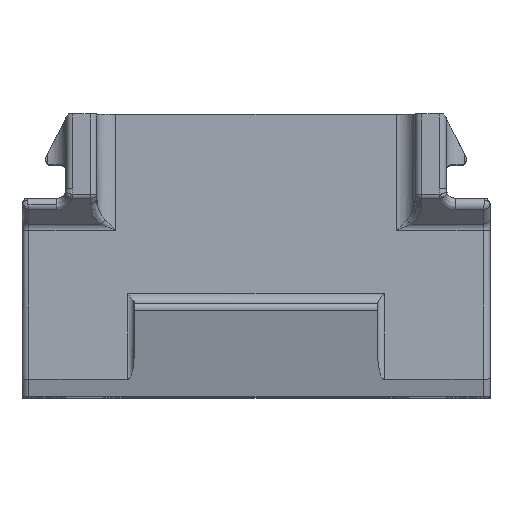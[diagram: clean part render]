
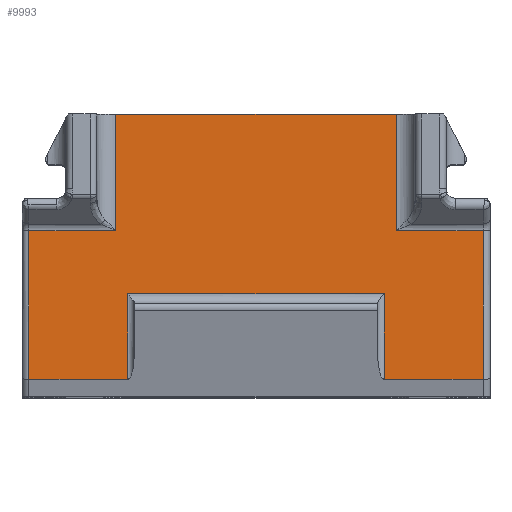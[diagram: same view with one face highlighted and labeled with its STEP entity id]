
A CAD part, top view. The second image highlights one B-rep face of the part: STEP entity #9993.
In plain terms, the highlighted planar face has unit normal (0, 0, 1).
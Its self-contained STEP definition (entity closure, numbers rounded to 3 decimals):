
#319 = LINE ( 'NONE', #5386, #9950 ) ;
#335 = DIRECTION ( 'NONE',  ( 0., 1., 0. ) ) ;
#782 = LINE ( 'NONE', #6827, #10320 ) ;
#789 = CARTESIAN_POINT ( 'NONE',  ( -7.5, -1.731, 20.4 ) ) ;
#834 = EDGE_CURVE ( 'NONE', #2785, #6313, #5137, .T. ) ;
#1099 = LINE ( 'NONE', #2247, #2454 ) ;
#1157 = DIRECTION ( 'NONE',  ( 0., -1., 0. ) ) ;
#1243 = CARTESIAN_POINT ( 'NONE',  ( -12.5, -1.731, 20.4 ) ) ;
#1305 = EDGE_CURVE ( 'NONE', #1926, #6198, #9915, .T. ) ;
#1391 = ORIENTED_EDGE ( 'NONE', *, *, #1305, .F. ) ;
#1424 = LINE ( 'NONE', #1538, #9016 ) ;
#1454 = VECTOR ( 'NONE', #3812, 1000. ) ;
#1476 = VECTOR ( 'NONE', #3192, 1000. ) ;
#1538 = CARTESIAN_POINT ( 'NONE',  ( 8.5, 4.5, 20.4 ) ) ;
#1577 = EDGE_CURVE ( 'NONE', #2785, #6198, #3529, .T. ) ;
#1749 = CARTESIAN_POINT ( 'NONE',  ( -12.14, -9.672, 20.4 ) ) ;
#1926 = VERTEX_POINT ( 'NONE', #8319 ) ;
#2103 = CARTESIAN_POINT ( 'NONE',  ( 12.14, -1.731, 20.4 ) ) ;
#2247 = CARTESIAN_POINT ( 'NONE',  ( 12.5, -5.1, 20.4 ) ) ;
#2267 = VECTOR ( 'NONE', #4265, 1000. ) ;
#2426 = EDGE_LOOP ( 'NONE', ( #3037, #2622, #5262, #10046, #3859, #4065, #7253, #3179, #1391, #3924, #7147, #5430 ) ) ;
#2454 = VECTOR ( 'NONE', #9655, 1000. ) ;
#2622 = ORIENTED_EDGE ( 'NONE', *, *, #8040, .T. ) ;
#2699 = CARTESIAN_POINT ( 'NONE',  ( -6.86, -9.672, 20.4 ) ) ;
#2785 = VERTEX_POINT ( 'NONE', #8855 ) ;
#2883 = PLANE ( 'NONE',  #7400 ) ;
#2903 = VECTOR ( 'NONE', #335, 1000. ) ;
#2988 = VERTEX_POINT ( 'NONE', #9515 ) ;
#2989 = VERTEX_POINT ( 'NONE', #4606 ) ;
#3037 = ORIENTED_EDGE ( 'NONE', *, *, #8755, .F. ) ;
#3179 = ORIENTED_EDGE ( 'NONE', *, *, #1577, .T. ) ;
#3192 = DIRECTION ( 'NONE',  ( 1., 0., 0. ) ) ;
#3357 = LINE ( 'NONE', #789, #2267 ) ;
#3529 = LINE ( 'NONE', #2103, #9111 ) ;
#3756 = CARTESIAN_POINT ( 'NONE',  ( -6.86, -5.1, 20.4 ) ) ;
#3812 = DIRECTION ( 'NONE',  ( 0., 1., 0. ) ) ;
#3859 = ORIENTED_EDGE ( 'NONE', *, *, #8348, .T. ) ;
#3917 = VECTOR ( 'NONE', #6082, 1000. ) ;
#3924 = ORIENTED_EDGE ( 'NONE', *, *, #9120, .T. ) ;
#3963 = FACE_OUTER_BOUND ( 'NONE', #2426, .T. ) ;
#4065 = ORIENTED_EDGE ( 'NONE', *, *, #10776, .T. ) ;
#4127 = EDGE_CURVE ( 'NONE', #5934, #6499, #8015, .T. ) ;
#4265 = DIRECTION ( 'NONE',  ( 0., -1., 0. ) ) ;
#4445 = LINE ( 'NONE', #7856, #2903 ) ;
#4606 = CARTESIAN_POINT ( 'NONE',  ( 6.86, -5.1, 20.4 ) ) ;
#4965 = DIRECTION ( 'NONE',  ( -1., 0., 0. ) ) ;
#5137 = LINE ( 'NONE', #7645, #3917 ) ;
#5184 = VECTOR ( 'NONE', #9078, 1000. ) ;
#5262 = ORIENTED_EDGE ( 'NONE', *, *, #5914, .F. ) ;
#5386 = CARTESIAN_POINT ( 'NONE',  ( -12.14, -9.672, 20.4 ) ) ;
#5430 = ORIENTED_EDGE ( 'NONE', *, *, #7848, .T. ) ;
#5540 = DIRECTION ( 'NONE',  ( 0., 1., 0. ) ) ;
#5561 = CARTESIAN_POINT ( 'NONE',  ( -7.5, -1.731, 20.4 ) ) ;
#5838 = EDGE_CURVE ( 'NONE', #7702, #7605, #1424, .T. ) ;
#5914 = EDGE_CURVE ( 'NONE', #5934, #5952, #7592, .T. ) ;
#5934 = VERTEX_POINT ( 'NONE', #2699 ) ;
#5952 = VERTEX_POINT ( 'NONE', #1749 ) ;
#6082 = DIRECTION ( 'NONE',  ( -1., 0., 0. ) ) ;
#6168 = VECTOR ( 'NONE', #10424, 1000. ) ;
#6198 = VERTEX_POINT ( 'NONE', #9252 ) ;
#6313 = VERTEX_POINT ( 'NONE', #7795 ) ;
#6315 = CARTESIAN_POINT ( 'NONE',  ( -12.5, -1.731, 20.4 ) ) ;
#6452 = VERTEX_POINT ( 'NONE', #5561 ) ;
#6480 = DIRECTION ( 'NONE',  ( 0., 0., 1. ) ) ;
#6499 = VERTEX_POINT ( 'NONE', #9906 ) ;
#6728 = CARTESIAN_POINT ( 'NONE',  ( 7.5, 4.5, 20.4 ) ) ;
#6827 = CARTESIAN_POINT ( 'NONE',  ( 6.86, -9.672, 20.4 ) ) ;
#7064 = CARTESIAN_POINT ( 'NONE',  ( -7.5, 4.5, 20.4 ) ) ;
#7147 = ORIENTED_EDGE ( 'NONE', *, *, #5838, .T. ) ;
#7253 = ORIENTED_EDGE ( 'NONE', *, *, #834, .F. ) ;
#7400 = AXIS2_PLACEMENT_3D ( 'NONE', #6315, #6480, #1157 ) ;
#7569 = CARTESIAN_POINT ( 'NONE',  ( -12.5, -1.731, 20.4 ) ) ;
#7592 = LINE ( 'NONE', #10370, #6168 ) ;
#7605 = VERTEX_POINT ( 'NONE', #7064 ) ;
#7645 = CARTESIAN_POINT ( 'NONE',  ( -12.5, -9.672, 20.4 ) ) ;
#7702 = VERTEX_POINT ( 'NONE', #6728 ) ;
#7795 = CARTESIAN_POINT ( 'NONE',  ( 6.86, -9.672, 20.4 ) ) ;
#7848 = EDGE_CURVE ( 'NONE', #7605, #6452, #3357, .T. ) ;
#7856 = CARTESIAN_POINT ( 'NONE',  ( 7.5, 4.5, 20.4 ) ) ;
#8015 = LINE ( 'NONE', #3756, #1454 ) ;
#8040 = EDGE_CURVE ( 'NONE', #2988, #5952, #319, .T. ) ;
#8319 = CARTESIAN_POINT ( 'NONE',  ( 7.5, -1.731, 20.4 ) ) ;
#8348 = EDGE_CURVE ( 'NONE', #6499, #2989, #1099, .T. ) ;
#8755 = EDGE_CURVE ( 'NONE', #2988, #6452, #9017, .T. ) ;
#8855 = CARTESIAN_POINT ( 'NONE',  ( 12.14, -9.672, 20.4 ) ) ;
#9016 = VECTOR ( 'NONE', #4965, 1000. ) ;
#9017 = LINE ( 'NONE', #7569, #1476 ) ;
#9078 = DIRECTION ( 'NONE',  ( 1., 0., 0. ) ) ;
#9111 = VECTOR ( 'NONE', #5540, 1000. ) ;
#9120 = EDGE_CURVE ( 'NONE', #1926, #7702, #4445, .T. ) ;
#9252 = CARTESIAN_POINT ( 'NONE',  ( 12.14, -1.731, 20.4 ) ) ;
#9396 = DIRECTION ( 'NONE',  ( 0., -1., 0. ) ) ;
#9515 = CARTESIAN_POINT ( 'NONE',  ( -12.14, -1.731, 20.4 ) ) ;
#9655 = DIRECTION ( 'NONE',  ( 1., 0., 0. ) ) ;
#9906 = CARTESIAN_POINT ( 'NONE',  ( -6.86, -5.1, 20.4 ) ) ;
#9915 = LINE ( 'NONE', #1243, #5184 ) ;
#9950 = VECTOR ( 'NONE', #10562, 1000. ) ;
#9993 = ADVANCED_FACE ( 'NONE', ( #3963 ), #2883, .T. ) ;
#10046 = ORIENTED_EDGE ( 'NONE', *, *, #4127, .T. ) ;
#10320 = VECTOR ( 'NONE', #9396, 1000. ) ;
#10370 = CARTESIAN_POINT ( 'NONE',  ( -12.5, -9.672, 20.4 ) ) ;
#10424 = DIRECTION ( 'NONE',  ( -1., 0., 0. ) ) ;
#10562 = DIRECTION ( 'NONE',  ( 0., -1., 0. ) ) ;
#10776 = EDGE_CURVE ( 'NONE', #2989, #6313, #782, .T. ) ;
